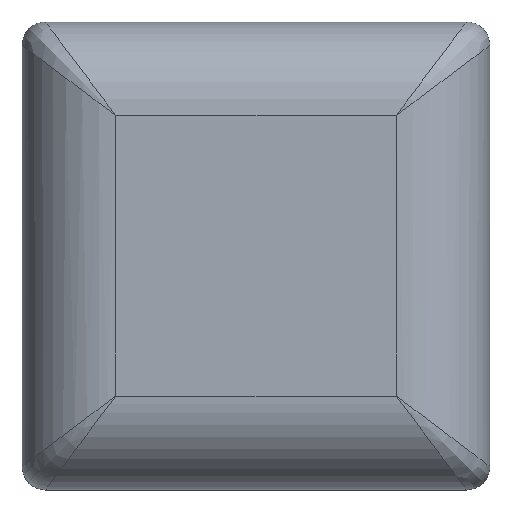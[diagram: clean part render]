
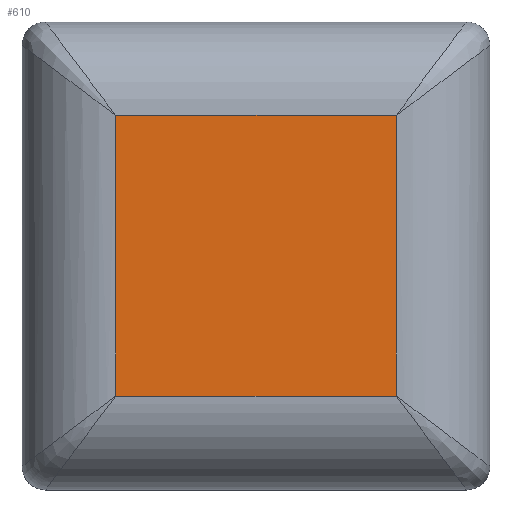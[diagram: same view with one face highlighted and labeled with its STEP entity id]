
A CAD part, top view. The second image highlights one B-rep face of the part: STEP entity #610.
In plain terms, the highlighted planar face has unit normal (0, 0, 1).
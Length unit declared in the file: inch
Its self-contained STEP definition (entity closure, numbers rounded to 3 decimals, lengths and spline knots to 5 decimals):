
#2 = CARTESIAN_POINT ( 'NONE',  ( -0.45, 0.3, 0.4 ) ) ;
#10 = DIRECTION ( 'NONE',  ( -1., 0., 0. ) ) ;
#72 = DIRECTION ( 'NONE',  ( 0., -1., 0. ) ) ;
#86 = EDGE_CURVE ( 'NONE', #244, #126, #604, .T. ) ;
#105 = CARTESIAN_POINT ( 'NONE',  ( -0.45, -0.3, 0.4 ) ) ;
#110 = VECTOR ( 'NONE', #220, 39.37008 ) ;
#116 = EDGE_CURVE ( 'NONE', #455, #385, #117, .T. ) ;
#117 = LINE ( 'NONE', #105, #110 ) ;
#120 = FACE_OUTER_BOUND ( 'NONE', #527, .T. ) ;
#126 = VERTEX_POINT ( 'NONE', #411 ) ;
#131 = CARTESIAN_POINT ( 'NONE',  ( 0.3, 0.3, 0.4 ) ) ;
#176 = LINE ( 'NONE', #480, #462 ) ;
#185 = ORIENTED_EDGE ( 'NONE', *, *, #86, .T. ) ;
#196 = VECTOR ( 'NONE', #72, 39.37008 ) ;
#203 = CARTESIAN_POINT ( 'NONE',  ( 0.3, -0.3, 0.4 ) ) ;
#220 = DIRECTION ( 'NONE',  ( 1., 0., 0. ) ) ;
#235 = ORIENTED_EDGE ( 'NONE', *, *, #502, .T. ) ;
#244 = VERTEX_POINT ( 'NONE', #131 ) ;
#267 = PLANE ( 'NONE',  #310 ) ;
#278 = CARTESIAN_POINT ( 'NONE',  ( -0.3, -0.45, 0.4 ) ) ;
#293 = ORIENTED_EDGE ( 'NONE', *, *, #510, .T. ) ;
#310 = AXIS2_PLACEMENT_3D ( 'NONE', #534, #512, #369 ) ;
#363 = CARTESIAN_POINT ( 'NONE',  ( -0.3, -0.3, 0.4 ) ) ;
#369 = DIRECTION ( 'NONE',  ( -1., 0., 0. ) ) ;
#374 = VECTOR ( 'NONE', #10, 39.37008 ) ;
#385 = VERTEX_POINT ( 'NONE', #203 ) ;
#411 = CARTESIAN_POINT ( 'NONE',  ( -0.3, 0.3, 0.4 ) ) ;
#455 = VERTEX_POINT ( 'NONE', #363 ) ;
#462 = VECTOR ( 'NONE', #529, 39.37008 ) ;
#480 = CARTESIAN_POINT ( 'NONE',  ( 0.3, -0.45, 0.4 ) ) ;
#493 = ORIENTED_EDGE ( 'NONE', *, *, #116, .T. ) ;
#502 = EDGE_CURVE ( 'NONE', #385, #244, #176, .T. ) ;
#510 = EDGE_CURVE ( 'NONE', #126, #455, #588, .T. ) ;
#512 = DIRECTION ( 'NONE',  ( 0., 0., -1. ) ) ;
#527 = EDGE_LOOP ( 'NONE', ( #185, #293, #493, #235 ) ) ;
#529 = DIRECTION ( 'NONE',  ( 0., 1., 0. ) ) ;
#534 = CARTESIAN_POINT ( 'NONE',  ( -0.45, -0.45, 0.4 ) ) ;
#588 = LINE ( 'NONE', #278, #196 ) ;
#604 = LINE ( 'NONE', #2, #374 ) ;
#610 = ADVANCED_FACE ( 'NONE', ( #120 ), #267, .F. ) ;
